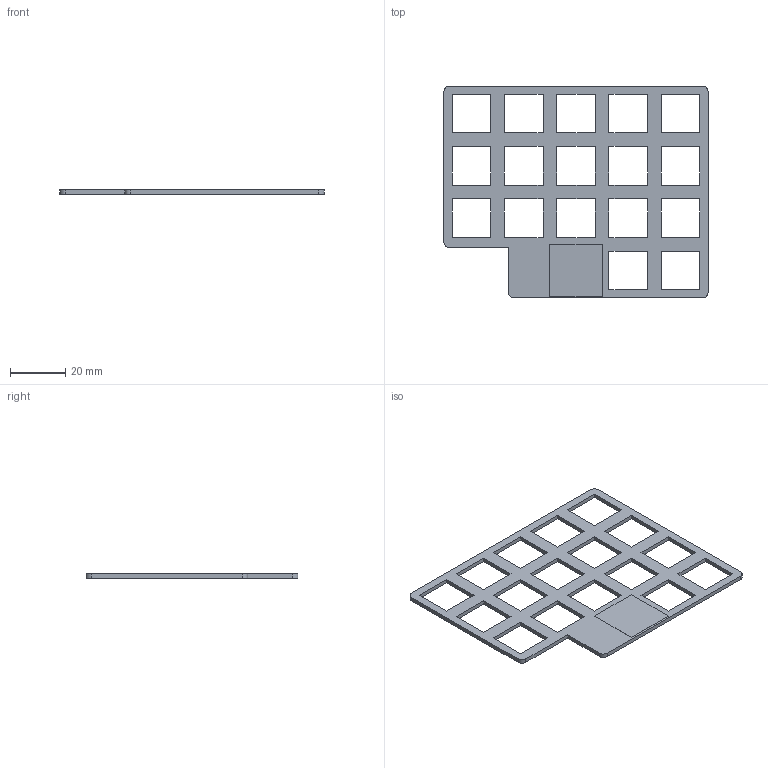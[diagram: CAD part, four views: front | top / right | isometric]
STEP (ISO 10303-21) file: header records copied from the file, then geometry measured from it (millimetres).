
FILE_DESCRIPTION(/* description */ (''),/* implementation_level */ '2;1');
FILE_NAME(/* name */ 'thorium_plate.step',/* time_stamp */ '2023-09-30T13:46:03+09:00',/* author */ (''),/* organization */ (''),/* preprocessor_version */ 'ST-DEVELOPER v20',/* originating_system */ 'Autodesk Translation Framework v12.14.0.127',/* authorisation */ '');
FILE_SCHEMA (('AUTOMOTIVE_DESIGN { 1 0 10303 214 3 1 1 }'));
Length unit declared in the file: millimetre
Products named in the file (2): thorium; plate
Assembly tree (1 placements, depth 2):
  thorium
    plate
Bounding box: 96 x 77 x 2 mm (x, y, z)
Volume: 6089.5 mm3; surface area: 9981.5 mm2
Topology: 2 solids, 2 shells, 87 faces, 249 edges, 166 vertices
Faces by surface type: plane 82, cylinder 5
Entity records: 2913 total; most frequent: CARTESIAN_POINT 505, ORIENTED_EDGE 498, DIRECTION 439, EDGE_CURVE 249, LINE 239, VECTOR 239, VERTEX_POINT 166, EDGE_LOOP 121
